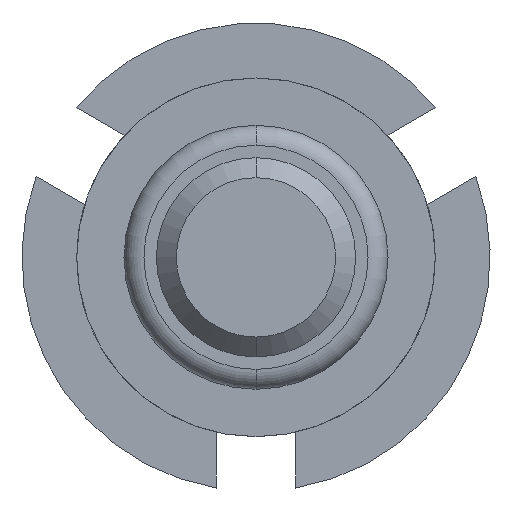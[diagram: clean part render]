
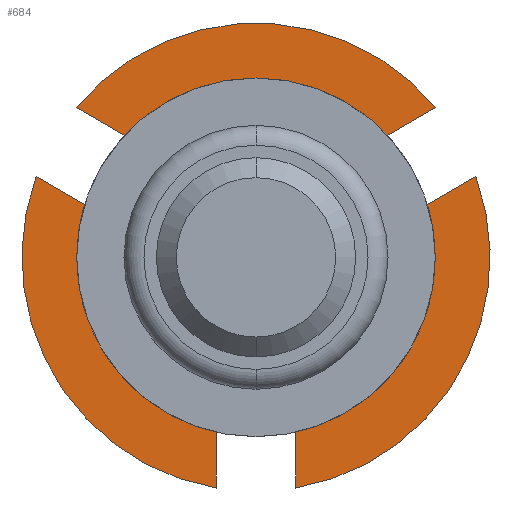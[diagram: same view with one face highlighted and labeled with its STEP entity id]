
A CAD part, front view. The second image highlights one B-rep face of the part: STEP entity #684.
In plain terms, the highlighted planar face has unit normal (0, -1, 0).
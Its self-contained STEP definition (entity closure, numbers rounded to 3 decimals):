
#51 = CIRCLE ( 'NONE', #2429, 2.35 ) ;
#99 = DIRECTION ( 'NONE',  ( 0.839, 0., 0.545 ) ) ;
#105 = VERTEX_POINT ( 'NONE', #4302 ) ;
#143 = CARTESIAN_POINT ( 'NONE',  ( 0., 5.5, -1.075 ) ) ;
#149 = VERTEX_POINT ( 'NONE', #3591 ) ;
#180 = VECTOR ( 'NONE', #4374, 1000. ) ;
#282 = CIRCLE ( 'NONE', #3352, 2.35 ) ;
#380 = CARTESIAN_POINT ( 'NONE',  ( 1.655, 5.5, 0. ) ) ;
#384 = VERTEX_POINT ( 'NONE', #767 ) ;
#407 = EDGE_CURVE ( 'Defeature ausgef�hrt4_29+Defeature ausgef�hrt4_26+Defeature ausgef�hrt4_30+Defeature ausgef�hrt4_28', #1455, #3009, #2949, .T. ) ;
#423 = VERTEX_POINT ( 'NONE', #2058 ) ;
#527 = DIRECTION ( 'NONE',  ( -0.866, 0., 0.5 ) ) ;
#533 = LINE ( 'NONE', #1230, #2368 ) ;
#564 = VERTEX_POINT ( 'NONE', #3501 ) ;
#590 = LINE ( 'NONE', #2491, #1773 ) ;
#684 = ADVANCED_FACE ( 'Defeature ausgef�hrt4_26', ( #1890, #4969 ), #3241, .T. ) ;
#715 = EDGE_CURVE ( 'Defeature ausgef�hrt4_30+Defeature ausgef�hrt4_26+Defeature ausgef�hrt4_27+Defeature ausgef�hrt4_29', #2830, #1455, #1838, .T. ) ;
#759 = CARTESIAN_POINT ( 'NONE',  ( 0.4, 5.5, 0. ) ) ;
#760 = CARTESIAN_POINT ( 'NONE',  ( 0.2, 5.5, -0.346 ) ) ;
#767 = CARTESIAN_POINT ( 'NONE',  ( 1.805, 5.5, 1.504 ) ) ;
#859 = CARTESIAN_POINT ( 'NONE',  ( 0., 5.5, -1.075 ) ) ;
#896 = DIRECTION ( 'NONE',  ( 0.5, 0., -0.866 ) ) ;
#1010 = EDGE_CURVE ( 'Defeature ausgef�hrt4_39+Defeature ausgef�hrt4_26+Defeature ausgef�hrt4_40+Defeature ausgef�hrt4_38', #564, #105, #3174, .T. ) ;
#1037 = ORIENTED_EDGE ( 'NONE', *, *, #4923, .F. ) ;
#1102 = ORIENTED_EDGE ( 'NONE', *, *, #1310, .F. ) ;
#1110 = DIRECTION ( 'NONE',  ( 0., 1., 0. ) ) ;
#1128 = CARTESIAN_POINT ( 'NONE',  ( -0.2, 5.5, -0.346 ) ) ;
#1173 = CARTESIAN_POINT ( 'NONE',  ( 0., 5.5, 0. ) ) ;
#1200 = ORIENTED_EDGE ( 'NONE', *, *, #4916, .F. ) ;
#1230 = CARTESIAN_POINT ( 'NONE',  ( 0., 5.5, -1.6 ) ) ;
#1244 = ORIENTED_EDGE ( 'NONE', *, *, #4079, .F. ) ;
#1303 = DIRECTION ( 'NONE',  ( 0.5, 0., 0.866 ) ) ;
#1310 = EDGE_CURVE ( 'Defeature ausgef�hrt4_19+Defeature ausgef�hrt4_26+Defeature ausgef�hrt4_41+Defeature ausgef�hrt4_40', #1798, #384, #51, .T. ) ;
#1319 = DIRECTION ( 'NONE',  ( 0., -1., 0. ) ) ;
#1334 = AXIS2_PLACEMENT_3D ( 'NONE', #2090, #1319, #4005 ) ;
#1357 = DIRECTION ( 'NONE',  ( 0., 1., 0. ) ) ;
#1372 = CARTESIAN_POINT ( 'NONE',  ( -1.655, 5.5, 0. ) ) ;
#1376 = EDGE_CURVE ( 'Defeature ausgef�hrt4_40+Defeature ausgef�hrt4_26+Defeature ausgef�hrt4_19+Defeature ausgef�hrt4_39', #384, #564, #4106, .T. ) ;
#1416 = ORIENTED_EDGE ( 'NONE', *, *, #4670, .F. ) ;
#1455 = VERTEX_POINT ( 'NONE', #859 ) ;
#1522 = CIRCLE ( 'NONE', #1826, 2.35 ) ;
#1719 = CARTESIAN_POINT ( 'NONE',  ( 0., 5.5, 0. ) ) ;
#1773 = VECTOR ( 'NONE', #3155, 1000. ) ;
#1798 = VERTEX_POINT ( 'NONE', #4891 ) ;
#1826 = AXIS2_PLACEMENT_3D ( 'NONE', #1173, #1110, #3870 ) ;
#1838 = LINE ( 'NONE', #143, #4912 ) ;
#1848 = CARTESIAN_POINT ( 'NONE',  ( -0.4, 5.5, -1.6 ) ) ;
#1849 = VERTEX_POINT ( 'NONE', #3706 ) ;
#1854 = VERTEX_POINT ( 'NONE', #4081 ) ;
#1888 = VECTOR ( 'NONE', #527, 1000. ) ;
#1890 = FACE_OUTER_BOUND ( 'NONE', #3881, .T. ) ;
#1898 = ORIENTED_EDGE ( 'NONE', *, *, #2412, .F. ) ;
#1912 = ORIENTED_EDGE ( 'NONE', *, *, #1010, .F. ) ;
#2058 = CARTESIAN_POINT ( 'NONE',  ( 2.205, 5.5, 0.811 ) ) ;
#2090 = CARTESIAN_POINT ( 'NONE',  ( 0., 5.5, 0. ) ) ;
#2129 = DIRECTION ( 'NONE',  ( 0., 0., -1. ) ) ;
#2157 = CARTESIAN_POINT ( 'NONE',  ( -0.4, 5.5, -2.316 ) ) ;
#2164 = ORIENTED_EDGE ( 'NONE', *, *, #4765, .F. ) ;
#2174 = VECTOR ( 'NONE', #3072, 1000. ) ;
#2235 = ORIENTED_EDGE ( 'NONE', *, *, #3101, .F. ) ;
#2243 = DIRECTION ( 'NONE',  ( 0., 0., -1. ) ) ;
#2251 = VECTOR ( 'NONE', #1303, 1000. ) ;
#2257 = LINE ( 'NONE', #2884, #1888 ) ;
#2297 = DIRECTION ( 'NONE',  ( 0.866, 0., 0.5 ) ) ;
#2368 = VECTOR ( 'NONE', #3611, 1000. ) ;
#2412 = EDGE_CURVE ( 'Defeature ausgef�hrt4_37+Defeature ausgef�hrt4_26+Defeature ausgef�hrt4_20+Defeature ausgef�hrt4_36', #3017, #149, #4333, .T. ) ;
#2429 = AXIS2_PLACEMENT_3D ( 'NONE', #4841, #1357, #2927 ) ;
#2491 = CARTESIAN_POINT ( 'NONE',  ( -1.655, 5.5, 0. ) ) ;
#2586 = VECTOR ( 'NONE', #2983, 1000. ) ;
#2633 = ORIENTED_EDGE ( 'NONE', *, *, #407, .F. ) ;
#2635 = CARTESIAN_POINT ( 'NONE',  ( -1.586, 5.5, 0.454 ) ) ;
#2744 = VECTOR ( 'NONE', #896, 1000. ) ;
#2749 = EDGE_CURVE ( 'Defeature ausgef�hrt4_41+Defeature ausgef�hrt4_26+Defeature ausgef�hrt4_42+Defeature ausgef�hrt4_19', #1854, #1798, #2257, .T. ) ;
#2757 = CARTESIAN_POINT ( 'NONE',  ( 1.655, 5.5, 0. ) ) ;
#2818 = LINE ( 'NONE', #4190, #3727 ) ;
#2822 = VECTOR ( 'NONE', #99, 1000. ) ;
#2830 = VERTEX_POINT ( 'NONE', #1372 ) ;
#2884 = CARTESIAN_POINT ( 'NONE',  ( 0.2, 5.5, 0.346 ) ) ;
#2927 = DIRECTION ( 'NONE',  ( 0., 0., -1. ) ) ;
#2949 = LINE ( 'NONE', #2757, #2822 ) ;
#2983 = DIRECTION ( 'NONE',  ( -0.839, 0., 0.545 ) ) ;
#2996 = VECTOR ( 'NONE', #4305, 1000. ) ;
#2997 = LINE ( 'NONE', #760, #4113 ) ;
#3009 = VERTEX_POINT ( 'NONE', #380 ) ;
#3017 = VERTEX_POINT ( 'NONE', #3151 ) ;
#3072 = DIRECTION ( 'NONE',  ( 0.866, 0., -0.5 ) ) ;
#3101 = EDGE_CURVE ( 'Defeature ausgef�hrt4_20+Defeature ausgef�hrt4_26+Defeature ausgef�hrt4_38+Defeature ausgef�hrt4_37', #423, #3017, #282, .T. ) ;
#3151 = CARTESIAN_POINT ( 'NONE',  ( 0.4, 5.5, -2.316 ) ) ;
#3155 = DIRECTION ( 'NONE',  ( -0.839, 0., -0.545 ) ) ;
#3174 = LINE ( 'NONE', #4794, #2744 ) ;
#3241 = PLANE ( 'NONE',  #1334 ) ;
#3302 = LINE ( 'NONE', #4085, #2251 ) ;
#3352 = AXIS2_PLACEMENT_3D ( 'NONE', #1719, #4450, #2129 ) ;
#3356 = EDGE_CURVE ( 'Defeature ausgef�hrt4_36+Defeature ausgef�hrt4_26+Defeature ausgef�hrt4_37+Defeature ausgef�hrt4_35', #149, #4846, #533, .T. ) ;
#3415 = LINE ( 'NONE', #4173, #2586 ) ;
#3501 = CARTESIAN_POINT ( 'NONE',  ( 1.186, 5.5, 1.146 ) ) ;
#3591 = CARTESIAN_POINT ( 'NONE',  ( 0.4, 5.5, -1.6 ) ) ;
#3611 = DIRECTION ( 'NONE',  ( -1., 0., 0. ) ) ;
#3680 = EDGE_LOOP ( 'NONE', ( #1416, #2633, #4382, #4134 ) ) ;
#3706 = CARTESIAN_POINT ( 'NONE',  ( 0., 5.5, 1.075 ) ) ;
#3727 = VECTOR ( 'NONE', #2243, 1000. ) ;
#3765 = VERTEX_POINT ( 'NONE', #2635 ) ;
#3842 = EDGE_CURVE ( 'Defeature ausgef�hrt4_27+Defeature ausgef�hrt4_26+Defeature ausgef�hrt4_28+Defeature ausgef�hrt4_30', #1849, #2830, #590, .T. ) ;
#3870 = DIRECTION ( 'NONE',  ( 0., 0., -1. ) ) ;
#3873 = ORIENTED_EDGE ( 'NONE', *, *, #1376, .F. ) ;
#3879 = ORIENTED_EDGE ( 'NONE', *, *, #3925, .F. ) ;
#3881 = EDGE_LOOP ( 'NONE', ( #5004, #3879, #1244, #1200, #2164, #4595, #1898, #2235, #1037, #1912, #3873, #1102 ) ) ;
#3925 = EDGE_CURVE ( 'Defeature ausgef�hrt4_42+Defeature ausgef�hrt4_26+Defeature ausgef�hrt4_43+Defeature ausgef�hrt4_41', #3765, #1854, #3302, .T. ) ;
#3932 = CARTESIAN_POINT ( 'NONE',  ( -0.2, 5.5, 0.346 ) ) ;
#4005 = DIRECTION ( 'NONE',  ( 0., 0., -1. ) ) ;
#4023 = DIRECTION ( 'NONE',  ( 0.839, 0., -0.545 ) ) ;
#4079 = EDGE_CURVE ( 'Defeature ausgef�hrt4_43+Defeature ausgef�hrt4_26+Defeature ausgef�hrt4_34+Defeature ausgef�hrt4_42', #4910, #3765, #4656, .T. ) ;
#4081 = CARTESIAN_POINT ( 'NONE',  ( -1.186, 5.5, 1.146 ) ) ;
#4085 = CARTESIAN_POINT ( 'NONE',  ( -1.386, 5.5, 0.8 ) ) ;
#4106 = LINE ( 'NONE', #3932, #2996 ) ;
#4113 = VECTOR ( 'NONE', #2297, 1000. ) ;
#4134 = ORIENTED_EDGE ( 'NONE', *, *, #3842, .F. ) ;
#4173 = CARTESIAN_POINT ( 'NONE',  ( 0., 5.5, 1.075 ) ) ;
#4190 = CARTESIAN_POINT ( 'NONE',  ( -0.4, 5.5, 0. ) ) ;
#4302 = CARTESIAN_POINT ( 'NONE',  ( 1.586, 5.5, 0.454 ) ) ;
#4305 = DIRECTION ( 'NONE',  ( -0.866, 0., -0.5 ) ) ;
#4333 = LINE ( 'NONE', #759, #180 ) ;
#4374 = DIRECTION ( 'NONE',  ( 0., 0., 1. ) ) ;
#4382 = ORIENTED_EDGE ( 'NONE', *, *, #715, .F. ) ;
#4450 = DIRECTION ( 'NONE',  ( 0., 1., 0. ) ) ;
#4595 = ORIENTED_EDGE ( 'NONE', *, *, #3356, .F. ) ;
#4648 = VERTEX_POINT ( 'NONE', #2157 ) ;
#4656 = LINE ( 'NONE', #1128, #2174 ) ;
#4670 = EDGE_CURVE ( 'Defeature ausgef�hrt4_28+Defeature ausgef�hrt4_26+Defeature ausgef�hrt4_29+Defeature ausgef�hrt4_27', #3009, #1849, #3415, .T. ) ;
#4765 = EDGE_CURVE ( 'Defeature ausgef�hrt4_35+Defeature ausgef�hrt4_26+Defeature ausgef�hrt4_36+Defeature ausgef�hrt4_34', #4846, #4648, #2818, .T. ) ;
#4794 = CARTESIAN_POINT ( 'NONE',  ( 1.386, 5.5, 0.8 ) ) ;
#4841 = CARTESIAN_POINT ( 'NONE',  ( 0., 5.5, 0. ) ) ;
#4846 = VERTEX_POINT ( 'NONE', #1848 ) ;
#4891 = CARTESIAN_POINT ( 'NONE',  ( -1.805, 5.5, 1.504 ) ) ;
#4910 = VERTEX_POINT ( 'NONE', #5036 ) ;
#4912 = VECTOR ( 'NONE', #4023, 1000. ) ;
#4916 = EDGE_CURVE ( 'Defeature ausgef�hrt4_34+Defeature ausgef�hrt4_26+Defeature ausgef�hrt4_35+Defeature ausgef�hrt4_43', #4648, #4910, #1522, .T. ) ;
#4923 = EDGE_CURVE ( 'Defeature ausgef�hrt4_38+Defeature ausgef�hrt4_26+Defeature ausgef�hrt4_39+Defeature ausgef�hrt4_20', #105, #423, #2997, .T. ) ;
#4969 = FACE_BOUND ( 'NONE', #3680, .T. ) ;
#5004 = ORIENTED_EDGE ( 'NONE', *, *, #2749, .F. ) ;
#5036 = CARTESIAN_POINT ( 'NONE',  ( -2.205, 5.5, 0.811 ) ) ;
